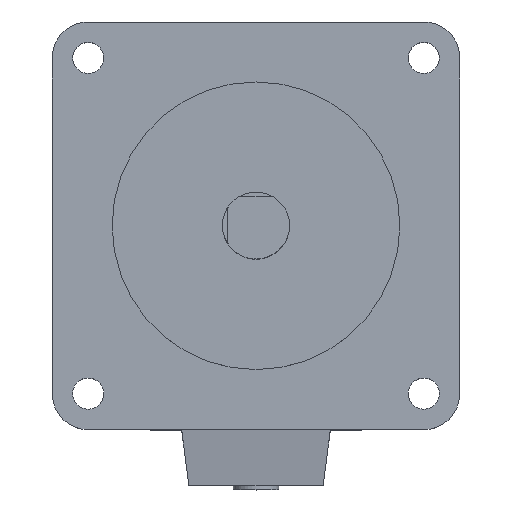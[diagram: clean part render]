
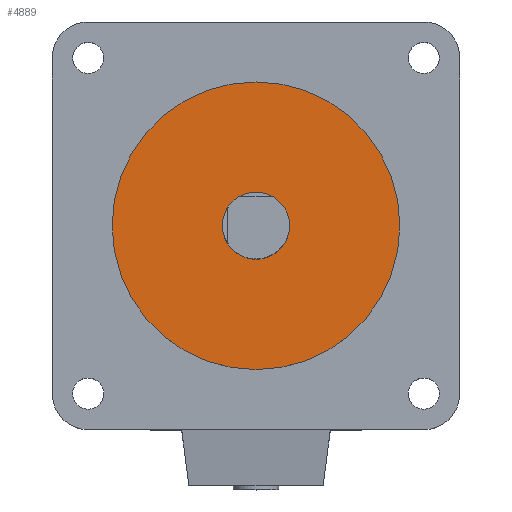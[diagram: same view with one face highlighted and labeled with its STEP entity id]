
A CAD part, top view. The second image highlights one B-rep face of the part: STEP entity #4889.
In plain terms, the highlighted planar face has unit normal (0, 0, 1).
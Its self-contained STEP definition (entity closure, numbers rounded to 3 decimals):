
#560 = EDGE_LOOP ( 'NONE', ( #733, #737 ) ) ;
#568 = EDGE_LOOP ( 'NONE', ( #732, #735 ) ) ;
#732 = ORIENTED_EDGE ( 'NONE', *, *, #5014, .T. ) ;
#733 = ORIENTED_EDGE ( 'NONE', *, *, #5018, .F. ) ;
#735 = ORIENTED_EDGE ( 'NONE', *, *, #4891, .T. ) ;
#737 = ORIENTED_EDGE ( 'NONE', *, *, #4940, .F. ) ;
#1651 = VERTEX_POINT ( 'NONE', #2028 ) ;
#1652 = VERTEX_POINT ( 'NONE', #2029 ) ;
#1659 = VERTEX_POINT ( 'NONE', #2036 ) ;
#1660 = VERTEX_POINT ( 'NONE', #2037 ) ;
#2028 = CARTESIAN_POINT ( 'NONE',  ( 49.5, 42.5, 2. ) ) ;
#2029 = CARTESIAN_POINT ( 'NONE',  ( 35.5, 42.5, 2. ) ) ;
#2036 = CARTESIAN_POINT ( 'NONE',  ( 72.5, 42.5, 2. ) ) ;
#2037 = CARTESIAN_POINT ( 'NONE',  ( 12.5, 42.5, 2. ) ) ;
#2298 = FACE_OUTER_BOUND ( 'NONE', #568, .T. ) ;
#2299 = FACE_BOUND ( 'NONE', #560, .T. ) ;
#2594 = CIRCLE ( 'NONE', #2598, 30. ) ;
#2595 = AXIS2_PLACEMENT_3D ( 'NONE', #2768, #2769, #2770 ) ;
#2598 = AXIS2_PLACEMENT_3D ( 'NONE', #2774, #2775, #2776 ) ;
#2767 = PLANE ( 'NONE',  #2595 ) ;
#2768 = CARTESIAN_POINT ( 'NONE',  ( 42.5, 42.5, 2. ) ) ;
#2769 = DIRECTION ( 'NONE',  ( 0., 0., 1. ) ) ;
#2770 = DIRECTION ( 'NONE',  ( 1., 0., 0. ) ) ;
#2774 = CARTESIAN_POINT ( 'NONE',  ( 42.5, 42.5, 2. ) ) ;
#2775 = DIRECTION ( 'NONE',  ( 0., 0., 1. ) ) ;
#2776 = DIRECTION ( 'NONE',  ( 1., 0., 0. ) ) ;
#2905 = CIRCLE ( 'NONE', #2911, 7. ) ;
#2911 = AXIS2_PLACEMENT_3D ( 'NONE', #2950, #2951, #2952 ) ;
#2950 = CARTESIAN_POINT ( 'NONE',  ( 42.5, 42.5, 2. ) ) ;
#2951 = DIRECTION ( 'NONE',  ( 0., 0., 1. ) ) ;
#2952 = DIRECTION ( 'NONE',  ( 1., 0., 0. ) ) ;
#3044 = CARTESIAN_POINT ( 'NONE',  ( 42.5, 42.5, 2. ) ) ;
#3045 = DIRECTION ( 'NONE',  ( 0., 0., 1. ) ) ;
#3046 = DIRECTION ( 'NONE',  ( 1., 0., 0. ) ) ;
#3055 = CARTESIAN_POINT ( 'NONE',  ( 42.5, 42.5, 2. ) ) ;
#3056 = DIRECTION ( 'NONE',  ( 0., 0., 1. ) ) ;
#3057 = DIRECTION ( 'NONE',  ( 1., 0., 0. ) ) ;
#3201 = CIRCLE ( 'NONE', #3204, 30. ) ;
#3204 = AXIS2_PLACEMENT_3D ( 'NONE', #3044, #3045, #3046 ) ;
#3210 = CIRCLE ( 'NONE', #3211, 7. ) ;
#3211 = AXIS2_PLACEMENT_3D ( 'NONE', #3055, #3056, #3057 ) ;
#4889 = ADVANCED_FACE ( 'NONE', ( #2298, #2299 ), #2767, .T. ) ;
#4891 = EDGE_CURVE ( 'NONE', #1659, #1660, #2594, .T. ) ;
#4940 = EDGE_CURVE ( 'NONE', #1651, #1652, #2905, .T. ) ;
#5014 = EDGE_CURVE ( 'NONE', #1660, #1659, #3201, .T. ) ;
#5018 = EDGE_CURVE ( 'NONE', #1652, #1651, #3210, .T. ) ;
